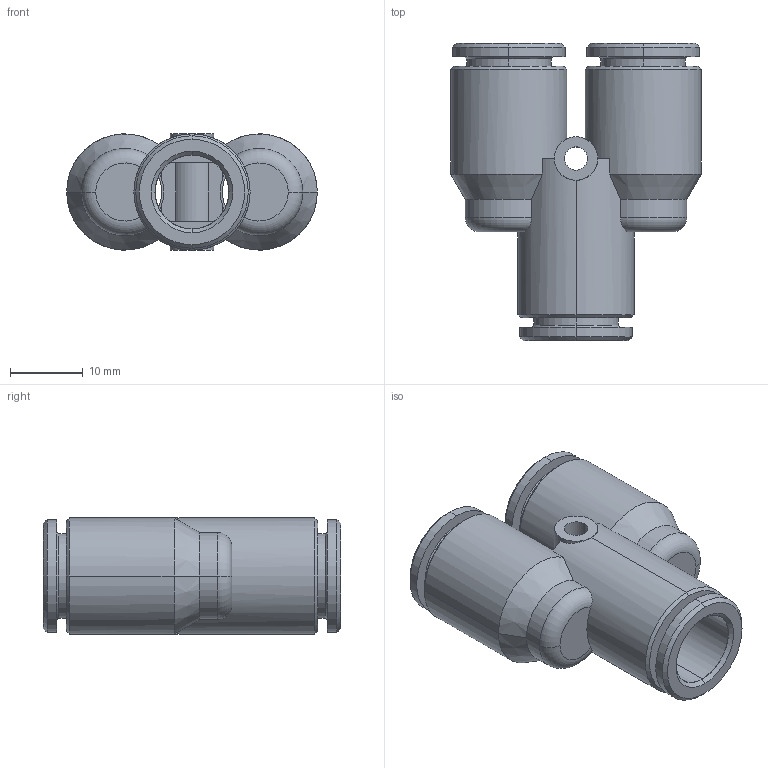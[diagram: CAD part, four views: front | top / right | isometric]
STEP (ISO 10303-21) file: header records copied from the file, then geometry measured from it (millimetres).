
FILE_DESCRIPTION (( 'STEP AP203' ), '1' );
FILE_NAME ('B0195050.STEP', '2011-04-19T13:01:52', ( 'Flavio' ), ( '' ), 'SwSTEP 2.0', 'SolidWorks 2009', '' );
FILE_SCHEMA (( 'CONFIG_CONTROL_DESIGN' ));
Length unit declared in the file: millimetre
Products named in the file (1): B0195050
Bounding box: 34.5 x 40.9 x 16 mm (x, y, z)
Volume: 7611.7 mm3; surface area: 6617.6 mm2
Topology: 1 solids, 1 shells, 122 faces, 298 edges, 186 vertices
Faces by surface type: plane 50, cylinder 40, cone 28, torus 4
Entity records: 3845 total; most frequent: CARTESIAN_POINT 803, DIRECTION 662, ORIENTED_EDGE 596, EDGE_CURVE 298, AXIS2_PLACEMENT_3D 257, VERTEX_POINT 186, VECTOR 148, LINE 148
